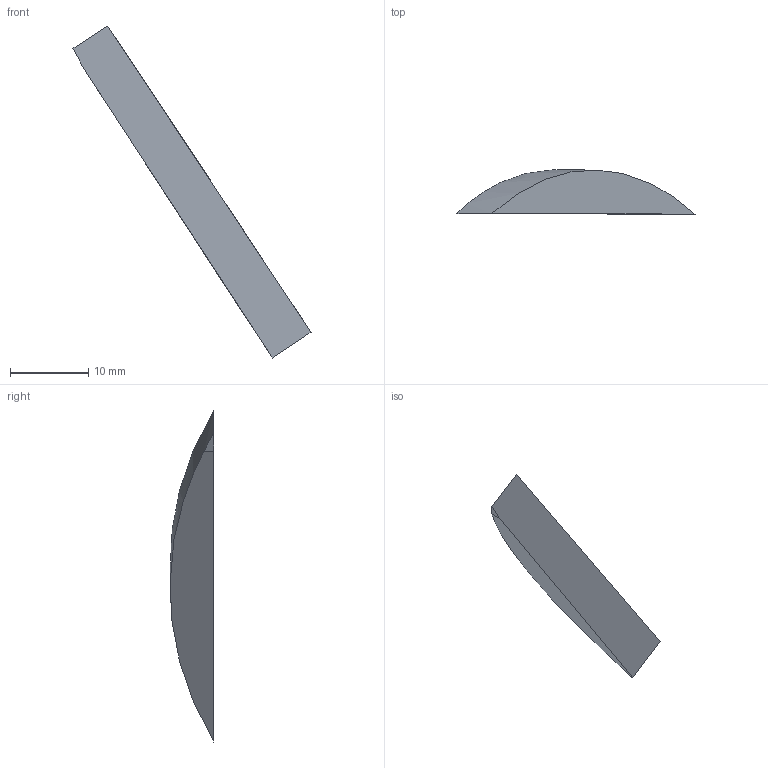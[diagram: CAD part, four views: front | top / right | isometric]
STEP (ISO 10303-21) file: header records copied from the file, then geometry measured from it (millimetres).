
FILE_DESCRIPTION(/* description */ (''),/* implementation_level */ '2;1');
FILE_NAME(/* name */ 'Wheel_Reinf.step',/* time_stamp */ '2021-04-18T23:13:12+02:00',/* author */ (''),/* organization */ (''),/* preprocessor_version */ 'ST-DEVELOPER v18.1',/* originating_system */ 'Autodesk Translation Framework v10.6.0.1341',/* authorisation */ '');
FILE_SCHEMA (('AUTOMOTIVE_DESIGN { 1 0 10303 214 3 1 1 }'));
Length unit declared in the file: millimetre
Products named in the file (1): Versteifung_Rad
Bounding box: 30.41 x 5.62 x 42.41 mm (x, y, z)
Volume: 1020.3 mm3; surface area: 904.5 mm2
Topology: 1 solids, 1 shells, 5 faces, 9 edges, 6 vertices
Faces by surface type: plane 4, bspline 1
Entity records: 306 total; most frequent: CARTESIAN_POINT 173, ORIENTED_EDGE 18, DIRECTION 16, EDGE_CURVE 9, LINE 6, VECTOR 6, VERTEX_POINT 6, FACE_OUTER_BOUND 5
